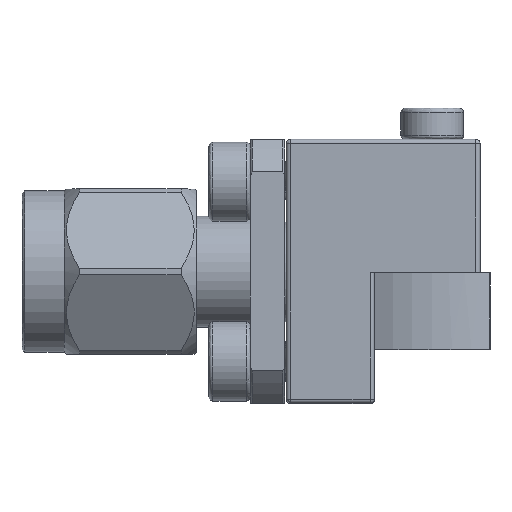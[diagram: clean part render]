
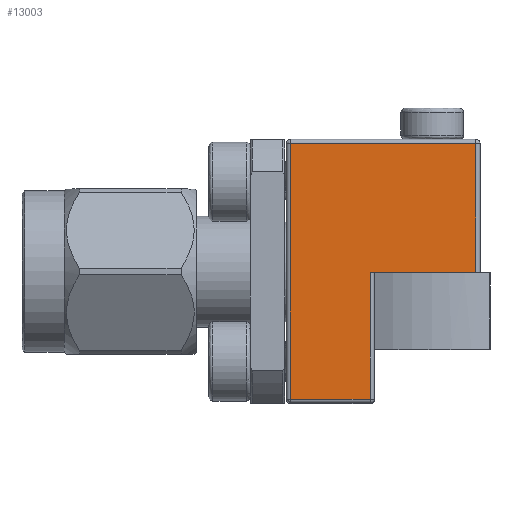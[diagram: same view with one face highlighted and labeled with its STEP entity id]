
A CAD part, top view. The second image highlights one B-rep face of the part: STEP entity #13003.
In plain terms, the highlighted planar face has unit normal (0, 0, 1).
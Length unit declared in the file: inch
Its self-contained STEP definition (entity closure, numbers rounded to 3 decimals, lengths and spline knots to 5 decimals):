
#378 = CARTESIAN_POINT ( 'NONE',  ( 0.20851, 0.26795, 0.25 ) ) ;
#1123 = ORIENTED_EDGE ( 'NONE', *, *, #16674, .T. ) ;
#1160 = ORIENTED_EDGE ( 'NONE', *, *, #3679, .T. ) ;
#1283 = DIRECTION ( 'NONE',  ( 1., 0., 0. ) ) ;
#1343 = ORIENTED_EDGE ( 'NONE', *, *, #10727, .T. ) ;
#1533 = DIRECTION ( 'NONE',  ( 1., 0., 0. ) ) ;
#2173 = EDGE_CURVE ( 'NONE', #20521, #13001, #13667, .T. ) ;
#2320 = DIRECTION ( 'NONE',  ( 0., 1., 0. ) ) ;
#3511 = CARTESIAN_POINT ( 'NONE',  ( 0.20851, -0.2163, 0.25 ) ) ;
#3679 = EDGE_CURVE ( 'NONE', #12214, #13642, #5198, .T. ) ;
#3895 = EDGE_LOOP ( 'NONE', ( #1343, #12690, #19017, #18566, #10794, #1160, #1123 ) ) ;
#4046 = FACE_OUTER_BOUND ( 'NONE', #3895, .T. ) ;
#4455 = VECTOR ( 'NONE', #2320, 39.37008 ) ;
#4856 = EDGE_CURVE ( 'NONE', #13001, #12214, #19835, .T. ) ;
#5198 = LINE ( 'NONE', #8464, #10178 ) ;
#5242 = LINE ( 'NONE', #378, #5768 ) ;
#5768 = VECTOR ( 'NONE', #12256, 39.37008 ) ;
#6001 = EDGE_CURVE ( 'NONE', #15582, #20521, #21399, .T. ) ;
#6082 = PLANE ( 'NONE',  #21037 ) ;
#6331 = CARTESIAN_POINT ( 'NONE',  ( 0.47701, 0.02386, 0.25 ) ) ;
#7234 = VERTEX_POINT ( 'NONE', #17735 ) ;
#8464 = CARTESIAN_POINT ( 'NONE',  ( 0.56757, 0.02386, 0.25 ) ) ;
#8713 = CARTESIAN_POINT ( 'NONE',  ( 0.55969, 0.26795, 0.25 ) ) ;
#9453 = CARTESIAN_POINT ( 'NONE',  ( 0.56757, 0.26795, 0.25 ) ) ;
#9617 = VECTOR ( 'NONE', #1283, 39.37008 ) ;
#9660 = DIRECTION ( 'NONE',  ( 0., 1., 0. ) ) ;
#10016 = VECTOR ( 'NONE', #9660, 39.37008 ) ;
#10178 = VECTOR ( 'NONE', #1533, 39.37008 ) ;
#10727 = EDGE_CURVE ( 'NONE', #12354, #7234, #20596, .T. ) ;
#10794 = ORIENTED_EDGE ( 'NONE', *, *, #4856, .T. ) ;
#11159 = DIRECTION ( 'NONE',  ( 1., 0., 0. ) ) ;
#12214 = VERTEX_POINT ( 'NONE', #6331 ) ;
#12256 = DIRECTION ( 'NONE',  ( 0., 1., 0. ) ) ;
#12262 = VECTOR ( 'NONE', #15171, 39.37008 ) ;
#12354 = VERTEX_POINT ( 'NONE', #8713 ) ;
#12471 = CARTESIAN_POINT ( 'NONE',  ( 0.55969, 0.02386, 0.25 ) ) ;
#12690 = ORIENTED_EDGE ( 'NONE', *, *, #20412, .F. ) ;
#12847 = CARTESIAN_POINT ( 'NONE',  ( 0.55969, 0.26795, 0.25 ) ) ;
#13001 = VERTEX_POINT ( 'NONE', #17812 ) ;
#13003 = ADVANCED_FACE ( 'NONE', ( #4046 ), #6082, .T. ) ;
#13642 = VERTEX_POINT ( 'NONE', #12471 ) ;
#13667 = LINE ( 'NONE', #16591, #4455 ) ;
#14039 = VECTOR ( 'NONE', #17429, 39.37008 ) ;
#15095 = CARTESIAN_POINT ( 'NONE',  ( 0.56757, -0.2163, 0.25 ) ) ;
#15171 = DIRECTION ( 'NONE',  ( 1., 0., 0. ) ) ;
#15582 = VERTEX_POINT ( 'NONE', #3511 ) ;
#16591 = CARTESIAN_POINT ( 'NONE',  ( 0.35969, 0.26795, 0.25 ) ) ;
#16674 = EDGE_CURVE ( 'NONE', #13642, #12354, #19162, .T. ) ;
#17429 = DIRECTION ( 'NONE',  ( -1., 0., 0. ) ) ;
#17735 = CARTESIAN_POINT ( 'NONE',  ( 0.20851, 0.26795, 0.25 ) ) ;
#17812 = CARTESIAN_POINT ( 'NONE',  ( 0.35969, 0.02386, 0.25 ) ) ;
#18566 = ORIENTED_EDGE ( 'NONE', *, *, #2173, .T. ) ;
#19017 = ORIENTED_EDGE ( 'NONE', *, *, #6001, .T. ) ;
#19100 = CARTESIAN_POINT ( 'NONE',  ( 0.56757, 0.26795, 0.25 ) ) ;
#19162 = LINE ( 'NONE', #12847, #10016 ) ;
#19657 = CARTESIAN_POINT ( 'NONE',  ( 0.56757, 0.02386, 0.25 ) ) ;
#19835 = LINE ( 'NONE', #19657, #9617 ) ;
#20412 = EDGE_CURVE ( 'NONE', #15582, #7234, #5242, .T. ) ;
#20521 = VERTEX_POINT ( 'NONE', #20790 ) ;
#20596 = LINE ( 'NONE', #19100, #14039 ) ;
#20790 = CARTESIAN_POINT ( 'NONE',  ( 0.35969, -0.2163, 0.25 ) ) ;
#21037 = AXIS2_PLACEMENT_3D ( 'NONE', #9453, #21186, #11159 ) ;
#21186 = DIRECTION ( 'NONE',  ( 0., 0., 1. ) ) ;
#21399 = LINE ( 'NONE', #15095, #12262 ) ;
